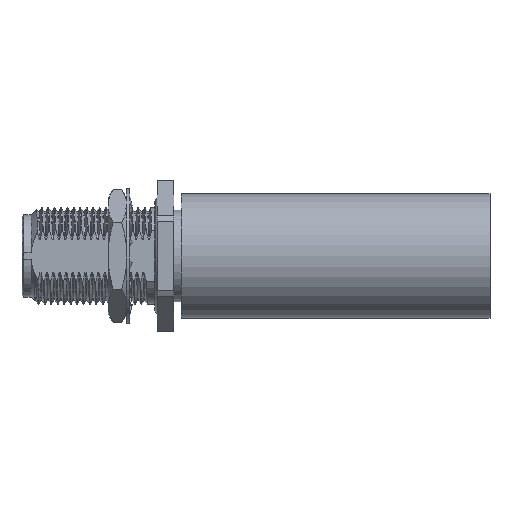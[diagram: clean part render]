
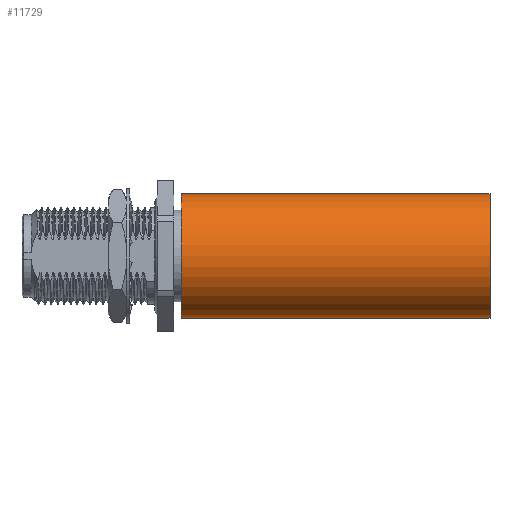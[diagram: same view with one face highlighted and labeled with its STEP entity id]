
A CAD part, top view. The second image highlights one B-rep face of the part: STEP entity #11729.
In plain terms, the highlighted cylindrical face has radius 10.26 mm (diameter 20.52 mm), a partial arc.
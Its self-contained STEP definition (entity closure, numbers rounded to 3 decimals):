
#296=CARTESIAN_POINT('',(-21.262,0.,0.));
#297=DIRECTION('',(-1.,0.,0.));
#298=DIRECTION('',(0.,-1.,0.));
#299=AXIS2_PLACEMENT_3D('',#296,#297,#298);
#316=DIRECTION('',(1.,0.,0.));
#317=VECTOR('',#316,50.8);
#318=CARTESIAN_POINT('',(-21.262,-10.26,0.));
#319=LINE('',#318,#317);
#320=DIRECTION('',(1.,0.,0.));
#321=VECTOR('',#320,50.8);
#322=CARTESIAN_POINT('',(-21.262,10.26,0.));
#323=LINE('',#322,#321);
#329=CARTESIAN_POINT('',(29.538,0.,0.));
#330=DIRECTION('',(1.,0.,0.));
#331=DIRECTION('',(0.,1.,0.));
#332=AXIS2_PLACEMENT_3D('',#329,#330,#331);
#10200=CARTESIAN_POINT('',(29.538,-10.26,0.));
#10201=CARTESIAN_POINT('',(29.538,10.26,0.));
#10202=VERTEX_POINT('',#10200);
#10203=VERTEX_POINT('',#10201);
#10204=CARTESIAN_POINT('',(-21.262,-10.26,0.));
#10205=CARTESIAN_POINT('',(-21.262,10.26,0.));
#10206=VERTEX_POINT('',#10204);
#10207=VERTEX_POINT('',#10205);
#11715=CARTESIAN_POINT('',(-23.802,0.,0.));
#11716=DIRECTION('',(1.,0.,0.));
#11717=DIRECTION('',(0.,-1.,0.));
#11718=AXIS2_PLACEMENT_3D('',#11715,#11716,#11717);
#11719=CYLINDRICAL_SURFACE('',#11718,10.26);
#11720=ORIENTED_EDGE('',*,*,#11703,.T.);
#11722=ORIENTED_EDGE('',*,*,#11721,.T.);
#11724=ORIENTED_EDGE('',*,*,#11723,.T.);
#11726=ORIENTED_EDGE('',*,*,#11725,.F.);
#11727=EDGE_LOOP('',(#11720,#11722,#11724,#11726));
#11728=FACE_OUTER_BOUND('',#11727,.F.);
#11729=ADVANCED_FACE('',(#11728),#11719,.T.);
#300=CIRCLE('',#299,10.26);
#333=CIRCLE('',#332,10.26);
#11703=EDGE_CURVE('',#10206,#10207,#300,.T.);
#11721=EDGE_CURVE('',#10207,#10203,#323,.T.);
#11723=EDGE_CURVE('',#10203,#10202,#333,.T.);
#11725=EDGE_CURVE('',#10206,#10202,#319,.T.);
